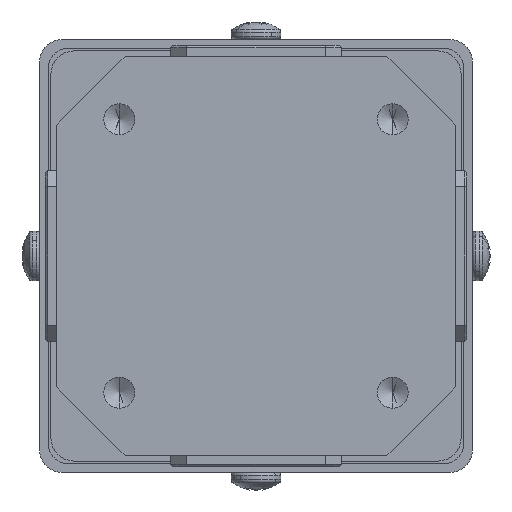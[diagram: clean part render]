
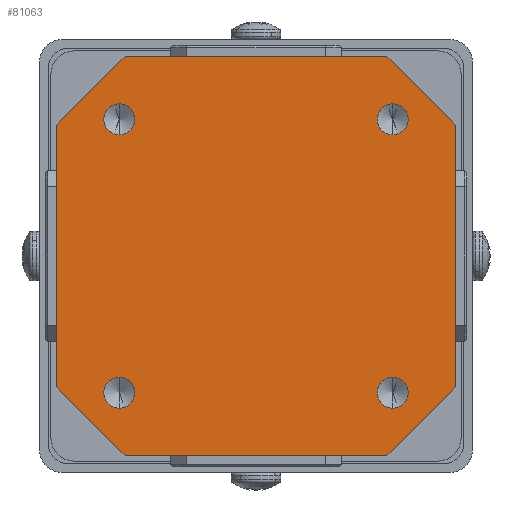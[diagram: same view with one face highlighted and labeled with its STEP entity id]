
A CAD part, front view. The second image highlights one B-rep face of the part: STEP entity #81063.
In plain terms, the highlighted planar face has unit normal (0, -1, 0).
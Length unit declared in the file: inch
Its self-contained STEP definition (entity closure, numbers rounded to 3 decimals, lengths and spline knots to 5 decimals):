
#1840 = LINE ( 'NONE', #31083, #80737 ) ;
#2234 = VERTEX_POINT ( 'NONE', #21345 ) ;
#2563 = AXIS2_PLACEMENT_3D ( 'NONE', #38839, #49212, #50478 ) ;
#5062 = FACE_BOUND ( 'NONE', #19994, .T. ) ;
#5302 = CARTESIAN_POINT ( 'NONE',  ( -0.875, 0., -0.575 ) ) ;
#5523 = EDGE_CURVE ( 'NONE', #19023, #116780, #30168, .T. ) ;
#5568 = CARTESIAN_POINT ( 'NONE',  ( 0.6, 0., -0.532 ) ) ;
#6175 = ORIENTED_EDGE ( 'NONE', *, *, #21383, .F. ) ;
#6365 = DIRECTION ( 'NONE',  ( -0.707, 0., 0.707 ) ) ;
#6431 = DIRECTION ( 'NONE',  ( 0., -1., 0. ) ) ;
#7856 = VERTEX_POINT ( 'NONE', #8318 ) ;
#8318 = CARTESIAN_POINT ( 'NONE',  ( -0.6, 0., 0.668 ) ) ;
#9798 = CARTESIAN_POINT ( 'NONE',  ( -0.6, 0., -0.6 ) ) ;
#10316 = EDGE_CURVE ( 'NONE', #127489, #110265, #17055, .T. ) ;
#11719 = EDGE_CURVE ( 'NONE', #102381, #111832, #46289, .T. ) ;
#12040 = AXIS2_PLACEMENT_3D ( 'NONE', #109154, #29282, #59178 ) ;
#12041 = DIRECTION ( 'NONE',  ( 0., 0., -1. ) ) ;
#14199 = VECTOR ( 'NONE', #108917, 39.37008 ) ;
#14745 = AXIS2_PLACEMENT_3D ( 'NONE', #116803, #6431, #77844 ) ;
#16999 = EDGE_CURVE ( 'NONE', #22436, #29816, #54163, .T. ) ;
#17055 = CIRCLE ( 'NONE', #81385, 0.068 ) ;
#17172 = CARTESIAN_POINT ( 'NONE',  ( -0.6, 0., -0.6 ) ) ;
#18054 = CARTESIAN_POINT ( 'NONE',  ( 0.725, 0., 0.725 ) ) ;
#19023 = VERTEX_POINT ( 'NONE', #42625 ) ;
#19071 = CARTESIAN_POINT ( 'NONE',  ( 0.6, 0., 0.668 ) ) ;
#19994 = EDGE_LOOP ( 'NONE', ( #116329, #62097 ) ) ;
#21035 = DIRECTION ( 'NONE',  ( 0., -1., 0. ) ) ;
#21345 = CARTESIAN_POINT ( 'NONE',  ( 0.6, 0., 0.532 ) ) ;
#21383 = EDGE_CURVE ( 'NONE', #19023, #61600, #46666, .T. ) ;
#22436 = VERTEX_POINT ( 'NONE', #56494 ) ;
#23645 = ORIENTED_EDGE ( 'NONE', *, *, #96889, .T. ) ;
#24409 = VERTEX_POINT ( 'NONE', #35304 ) ;
#25769 = EDGE_CURVE ( 'NONE', #110265, #127489, #94816, .T. ) ;
#28203 = EDGE_CURVE ( 'NONE', #127469, #111832, #88150, .T. ) ;
#29282 = DIRECTION ( 'NONE',  ( 0., -1., 0. ) ) ;
#29816 = VERTEX_POINT ( 'NONE', #81079 ) ;
#30168 = LINE ( 'NONE', #42512, #35589 ) ;
#31083 = CARTESIAN_POINT ( 'NONE',  ( 0.725, 0., -0.725 ) ) ;
#35244 = ORIENTED_EDGE ( 'NONE', *, *, #110195, .T. ) ;
#35304 = CARTESIAN_POINT ( 'NONE',  ( -0.6, 0., 0.532 ) ) ;
#35589 = VECTOR ( 'NONE', #61997, 39.37008 ) ;
#36897 = DIRECTION ( 'NONE',  ( 1., 0., 0. ) ) ;
#38839 = CARTESIAN_POINT ( 'NONE',  ( 0.6, 0., 0.6 ) ) ;
#38873 = AXIS2_PLACEMENT_3D ( 'NONE', #17172, #93149, #43853 ) ;
#39228 = CARTESIAN_POINT ( 'NONE',  ( 0.575, 0., -0.875 ) ) ;
#40807 = VECTOR ( 'NONE', #36897, 39.37008 ) ;
#42431 = VERTEX_POINT ( 'NONE', #5568 ) ;
#42512 = CARTESIAN_POINT ( 'NONE',  ( -0.725, 0., 0.725 ) ) ;
#42625 = CARTESIAN_POINT ( 'NONE',  ( -0.575, 0., 0.875 ) ) ;
#43853 = DIRECTION ( 'NONE',  ( 0., 0., -1. ) ) ;
#45241 = ORIENTED_EDGE ( 'NONE', *, *, #62412, .F. ) ;
#46289 = LINE ( 'NONE', #124171, #65344 ) ;
#46666 = LINE ( 'NONE', #94034, #40807 ) ;
#48504 = ORIENTED_EDGE ( 'NONE', *, *, #57245, .F. ) ;
#48572 = CARTESIAN_POINT ( 'NONE',  ( -0.6, 0., -0.668 ) ) ;
#49212 = DIRECTION ( 'NONE',  ( 0., -1., 0. ) ) ;
#49821 = FACE_BOUND ( 'NONE', #99994, .T. ) ;
#50350 = EDGE_CURVE ( 'NONE', #24409, #7856, #62396, .T. ) ;
#50478 = DIRECTION ( 'NONE',  ( 0., 0., -1. ) ) ;
#54163 = LINE ( 'NONE', #123626, #75890 ) ;
#54718 = AXIS2_PLACEMENT_3D ( 'NONE', #109431, #110096, #60750 ) ;
#56150 = ORIENTED_EDGE ( 'NONE', *, *, #50350, .F. ) ;
#56494 = CARTESIAN_POINT ( 'NONE',  ( 0.875, 0., 0.575 ) ) ;
#57245 = EDGE_CURVE ( 'NONE', #2234, #71906, #91748, .T. ) ;
#57382 = VERTEX_POINT ( 'NONE', #71894 ) ;
#59178 = DIRECTION ( 'NONE',  ( 0., 0., -1. ) ) ;
#59552 = DIRECTION ( 'NONE',  ( 0., 0., -1. ) ) ;
#60750 = DIRECTION ( 'NONE',  ( 0., 0., -1. ) ) ;
#60916 = ORIENTED_EDGE ( 'NONE', *, *, #64800, .F. ) ;
#61600 = VERTEX_POINT ( 'NONE', #76448 ) ;
#61997 = DIRECTION ( 'NONE',  ( -0.707, 0., -0.707 ) ) ;
#62097 = ORIENTED_EDGE ( 'NONE', *, *, #10316, .F. ) ;
#62396 = CIRCLE ( 'NONE', #14745, 0.068 ) ;
#62412 = EDGE_CURVE ( 'NONE', #71906, #2234, #127551, .T. ) ;
#64800 = EDGE_CURVE ( 'NONE', #57382, #42431, #77621, .T. ) ;
#65077 = CARTESIAN_POINT ( 'NONE',  ( -0.875, 0., 0.575 ) ) ;
#65344 = VECTOR ( 'NONE', #85860, 39.37008 ) ;
#67402 = FACE_BOUND ( 'NONE', #83248, .T. ) ;
#68686 = DIRECTION ( 'NONE',  ( 0., -1., 0. ) ) ;
#70340 = ORIENTED_EDGE ( 'NONE', *, *, #16999, .F. ) ;
#71894 = CARTESIAN_POINT ( 'NONE',  ( 0.6, 0., -0.668 ) ) ;
#71906 = VERTEX_POINT ( 'NONE', #19071 ) ;
#71962 = EDGE_CURVE ( 'NONE', #7856, #24409, #124001, .T. ) ;
#72833 = CARTESIAN_POINT ( 'NONE',  ( -0.575, 0., -0.875 ) ) ;
#73415 = EDGE_LOOP ( 'NONE', ( #70340, #35244, #6175, #112192, #105333, #99307, #75277, #23645 ) ) ;
#75277 = ORIENTED_EDGE ( 'NONE', *, *, #11719, .F. ) ;
#75890 = VECTOR ( 'NONE', #84658, 39.37008 ) ;
#76040 = DIRECTION ( 'NONE',  ( 0., 0., 1. ) ) ;
#76448 = CARTESIAN_POINT ( 'NONE',  ( 0.575, 0., 0.875 ) ) ;
#77621 = CIRCLE ( 'NONE', #100396, 0.068 ) ;
#77844 = DIRECTION ( 'NONE',  ( 0., 0., -1. ) ) ;
#80343 = VECTOR ( 'NONE', #6365, 39.37008 ) ;
#80435 = AXIS2_PLACEMENT_3D ( 'NONE', #111898, #21035, #112538 ) ;
#80737 = VECTOR ( 'NONE', #81735, 39.37008 ) ;
#80881 = CARTESIAN_POINT ( 'NONE',  ( 0.6, 0., -0.6 ) ) ;
#81063 = ADVANCED_FACE ( 'NONE', ( #67402, #106976, #5062, #49821, #118621 ), #108268, .T. ) ;
#81079 = CARTESIAN_POINT ( 'NONE',  ( 0.875, 0., -0.575 ) ) ;
#81385 = AXIS2_PLACEMENT_3D ( 'NONE', #9798, #90905, #88354 ) ;
#81735 = DIRECTION ( 'NONE',  ( 0.707, 0., 0.707 ) ) ;
#83141 = ORIENTED_EDGE ( 'NONE', *, *, #71962, .F. ) ;
#83248 = EDGE_LOOP ( 'NONE', ( #48504, #45241 ) ) ;
#84658 = DIRECTION ( 'NONE',  ( 0., 0., -1. ) ) ;
#85860 = DIRECTION ( 'NONE',  ( -1., 0., 0. ) ) ;
#88150 = LINE ( 'NONE', #127744, #14199 ) ;
#88354 = DIRECTION ( 'NONE',  ( 0., 0., -1. ) ) ;
#89390 = CARTESIAN_POINT ( 'NONE',  ( 0., 0., 0. ) ) ;
#90905 = DIRECTION ( 'NONE',  ( 0., -1., 0. ) ) ;
#91748 = CIRCLE ( 'NONE', #2563, 0.068 ) ;
#93149 = DIRECTION ( 'NONE',  ( 0., -1., 0. ) ) ;
#94034 = CARTESIAN_POINT ( 'NONE',  ( -0.875, 0., 0.875 ) ) ;
#94816 = CIRCLE ( 'NONE', #38873, 0.068 ) ;
#94864 = CARTESIAN_POINT ( 'NONE',  ( -0.875, 0., 0.875 ) ) ;
#96794 = LINE ( 'NONE', #94864, #103917 ) ;
#96889 = EDGE_CURVE ( 'NONE', #102381, #29816, #1840, .T. ) ;
#99307 = ORIENTED_EDGE ( 'NONE', *, *, #28203, .T. ) ;
#99994 = EDGE_LOOP ( 'NONE', ( #60916, #109632 ) ) ;
#100396 = AXIS2_PLACEMENT_3D ( 'NONE', #80881, #100994, #12041 ) ;
#100994 = DIRECTION ( 'NONE',  ( 0., -1., 0. ) ) ;
#101108 = CIRCLE ( 'NONE', #80435, 0.068 ) ;
#102381 = VERTEX_POINT ( 'NONE', #39228 ) ;
#102558 = EDGE_CURVE ( 'NONE', #42431, #57382, #101108, .T. ) ;
#103917 = VECTOR ( 'NONE', #76040, 39.37008 ) ;
#105333 = ORIENTED_EDGE ( 'NONE', *, *, #128203, .F. ) ;
#106976 = FACE_BOUND ( 'NONE', #120959, .T. ) ;
#106988 = LINE ( 'NONE', #18054, #80343 ) ;
#108268 = PLANE ( 'NONE',  #115844 ) ;
#108917 = DIRECTION ( 'NONE',  ( 0.707, 0., -0.707 ) ) ;
#109154 = CARTESIAN_POINT ( 'NONE',  ( -0.6, 0., 0.6 ) ) ;
#109431 = CARTESIAN_POINT ( 'NONE',  ( 0.6, 0., 0.6 ) ) ;
#109632 = ORIENTED_EDGE ( 'NONE', *, *, #102558, .F. ) ;
#110096 = DIRECTION ( 'NONE',  ( 0., -1., 0. ) ) ;
#110195 = EDGE_CURVE ( 'NONE', #22436, #61600, #106988, .T. ) ;
#110265 = VERTEX_POINT ( 'NONE', #48572 ) ;
#111832 = VERTEX_POINT ( 'NONE', #72833 ) ;
#111898 = CARTESIAN_POINT ( 'NONE',  ( 0.6, 0., -0.6 ) ) ;
#112192 = ORIENTED_EDGE ( 'NONE', *, *, #5523, .T. ) ;
#112538 = DIRECTION ( 'NONE',  ( 0., 0., -1. ) ) ;
#115844 = AXIS2_PLACEMENT_3D ( 'NONE', #89390, #68686, #59552 ) ;
#116329 = ORIENTED_EDGE ( 'NONE', *, *, #25769, .F. ) ;
#116780 = VERTEX_POINT ( 'NONE', #65077 ) ;
#116803 = CARTESIAN_POINT ( 'NONE',  ( -0.6, 0., 0.6 ) ) ;
#118621 = FACE_OUTER_BOUND ( 'NONE', #73415, .T. ) ;
#118863 = CARTESIAN_POINT ( 'NONE',  ( -0.6, 0., -0.532 ) ) ;
#120959 = EDGE_LOOP ( 'NONE', ( #56150, #83141 ) ) ;
#123626 = CARTESIAN_POINT ( 'NONE',  ( 0.875, 0., 0.875 ) ) ;
#124001 = CIRCLE ( 'NONE', #12040, 0.068 ) ;
#124171 = CARTESIAN_POINT ( 'NONE',  ( -0.875, 0., -0.875 ) ) ;
#127469 = VERTEX_POINT ( 'NONE', #5302 ) ;
#127489 = VERTEX_POINT ( 'NONE', #118863 ) ;
#127551 = CIRCLE ( 'NONE', #54718, 0.068 ) ;
#127744 = CARTESIAN_POINT ( 'NONE',  ( -0.725, 0., -0.725 ) ) ;
#128203 = EDGE_CURVE ( 'NONE', #127469, #116780, #96794, .T. ) ;
